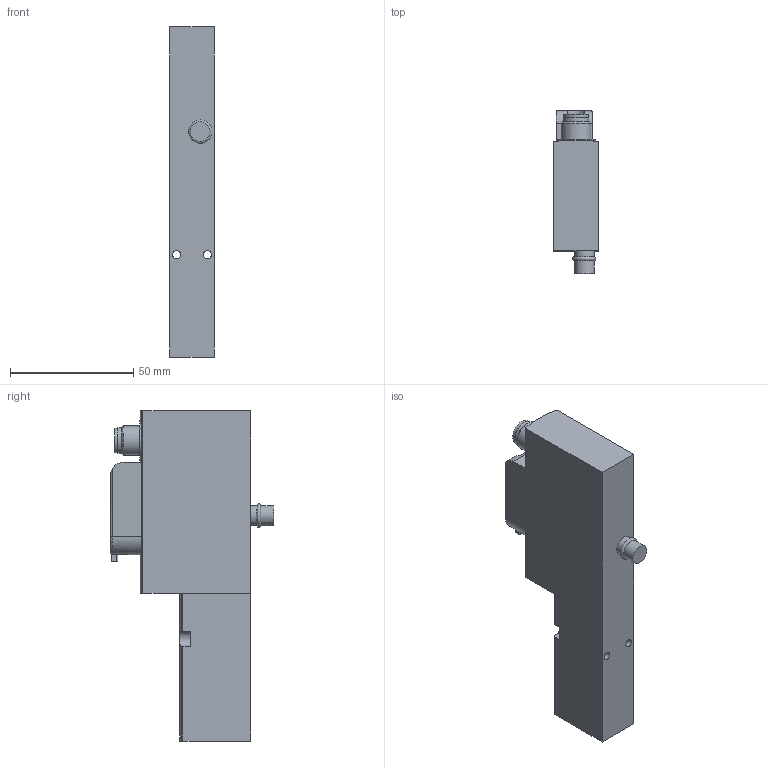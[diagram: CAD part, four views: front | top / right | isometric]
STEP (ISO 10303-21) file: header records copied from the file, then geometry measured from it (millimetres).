
FILE_DESCRIPTION(/* description */ ('STEP AP214'),/* implementation_level */ '2;1');
FILE_NAME(/* name */ '8066568_VSVA-BT-M32CS1-MYE-A2-1T1L-PZ',/* time_stamp */ '2024-09-17T10:44:18+02:00',/* author */ ('License CC BY-ND 4.0'),/* organization */ ('CADENAS'),/* preprocessor_version */ 'ST-DEVELOPER v19.3',/* originating_system */ 'PARTsolutions',/* authorisation */ ' ');
FILE_SCHEMA (('AUTOMOTIVE_DESIGN {1 0 10303 214 3 1 1}'));
Length unit declared in the file: millimetre
Products named in the file (1): 8066568 VSVA-BT-M32CS1-MYE-A2-1T1L-PZ
Bounding box: 18.1 x 66.2 x 134 mm (x, y, z)
Volume: 97161.7 mm3; surface area: 19782.8 mm2
Topology: 1 solids, 1 shells, 81 faces, 199 edges, 131 vertices
Faces by surface type: plane 42, cylinder 34, torus 4, cone 1
Full cylindrical faces by diameter (mm): 1 x3, 3.3 x2, 8 x2, 10.1 x1, 10.5 x1, 12 x2, 12.35 x1, 16 x1
Entity records: 2927 total; most frequent: CARTESIAN_POINT 465, DIRECTION 398, ORIENTED_EDGE 356, EDGE_CURVE 178, AXIS2_PLACEMENT_3D 154, VERTEX_POINT 126, EDGE_LOOP 112, FACE_BOUND 112
